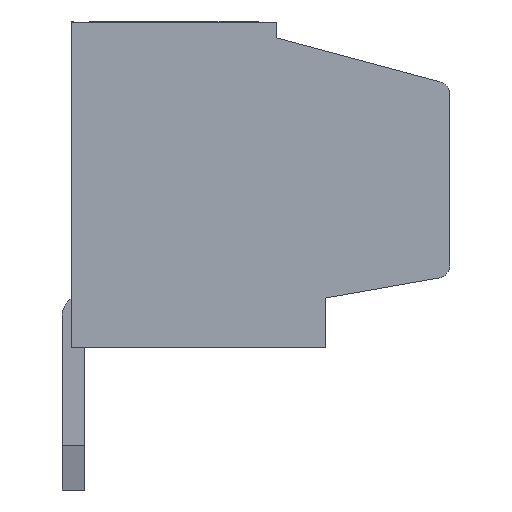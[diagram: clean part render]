
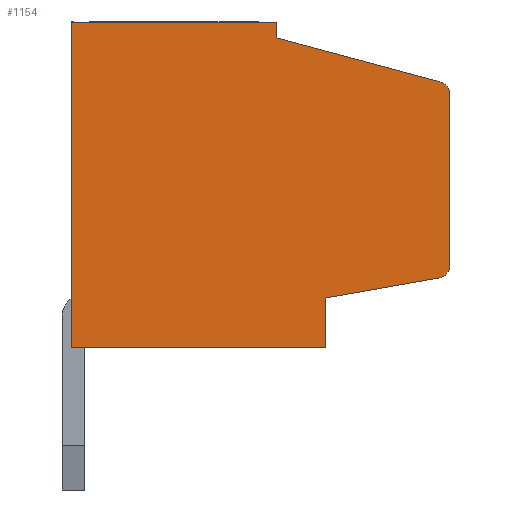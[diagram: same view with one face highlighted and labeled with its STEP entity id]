
A CAD part, left-side view. The second image highlights one B-rep face of the part: STEP entity #1154.
In plain terms, the highlighted planar face has unit normal (-1, 0, 0).
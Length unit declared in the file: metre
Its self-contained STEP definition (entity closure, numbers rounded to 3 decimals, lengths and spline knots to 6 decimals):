
#1154=ADVANCED_FACE('',(#2397),#2398,.F.);
#2397=FACE_OUTER_BOUND('',#3676,.T.);
#2398=PLANE('',#3677);
#3676=EDGE_LOOP('',(#6962,#6963,#6964,#6965,#6966,#6967,#6968,#6969,#6970,#6971));
#3677=AXIS2_PLACEMENT_3D('',#6972,#6973,#6974);
#6962=ORIENTED_EDGE('',*,*,#8649,.T.);
#6963=ORIENTED_EDGE('',*,*,#8650,.F.);
#6964=ORIENTED_EDGE('',*,*,#8651,.F.);
#6965=ORIENTED_EDGE('',*,*,#8652,.F.);
#6966=ORIENTED_EDGE('',*,*,#7346,.F.);
#6967=ORIENTED_EDGE('',*,*,#8653,.F.);
#6968=ORIENTED_EDGE('',*,*,#8654,.F.);
#6969=ORIENTED_EDGE('',*,*,#8655,.F.);
#6970=ORIENTED_EDGE('',*,*,#8656,.T.);
#6971=ORIENTED_EDGE('',*,*,#8657,.F.);
#6972=CARTESIAN_POINT('',(-0.156311,0.006635,0.));
#6973=DIRECTION('',(1.0,0.0,0.0));
#6974=DIRECTION('',(0.0,1.0,-0.0));
#7346=EDGE_CURVE('',#8730,#8732,#8733,.T.);
#8649=EDGE_CURVE('',#10688,#10689,#10690,.T.);
#8650=EDGE_CURVE('',#10691,#10689,#10692,.T.);
#8651=EDGE_CURVE('',#10693,#10691,#10694,.T.);
#8652=EDGE_CURVE('',#8732,#10693,#10695,.T.);
#8653=EDGE_CURVE('',#10696,#8730,#10697,.T.);
#8654=EDGE_CURVE('',#10698,#10696,#10699,.T.);
#8655=EDGE_CURVE('',#10700,#10698,#10701,.T.);
#8656=EDGE_CURVE('',#10700,#10702,#10703,.T.);
#8657=EDGE_CURVE('',#10688,#10702,#10704,.T.);
#8730=VERTEX_POINT('',#10784);
#8732=VERTEX_POINT('',#10787);
#8733=LINE('',#10788,#10789);
#10688=VERTEX_POINT('',#13588);
#10689=VERTEX_POINT('',#13589);
#10690=CIRCLE('',#13590,0.0003);
#10691=VERTEX_POINT('',#13591);
#10692=LINE('',#13592,#13593);
#10693=VERTEX_POINT('',#13594);
#10694=LINE('',#13595,#13596);
#10695=LINE('',#13597,#13598);
#10696=VERTEX_POINT('',#13599);
#10697=LINE('',#13600,#13601);
#10698=VERTEX_POINT('',#13602);
#10699=LINE('',#13603,#13604);
#10700=VERTEX_POINT('',#13605);
#10701=LINE('',#13606,#13607);
#10702=VERTEX_POINT('',#13608);
#10703=CIRCLE('',#13609,0.0003);
#10704=LINE('',#13610,#13611);
#10784=CARTESIAN_POINT('',(-0.156311,0.008939,-0.0073));
#10787=CARTESIAN_POINT('',(-0.156311,0.008939,0.));
#10788=CARTESIAN_POINT('',(-0.156311,0.008939,0.));
#10789=VECTOR('',#13702,1.0);
#13588=CARTESIAN_POINT('',(-0.156311,0.000439,-0.00163));
#13589=CARTESIAN_POINT('',(-0.156311,0.000662,-0.00134));
#13590=AXIS2_PLACEMENT_3D('',#14918,#14919,#14920);
#13591=CARTESIAN_POINT('',(-0.156311,0.004339,-0.000355));
#13592=CARTESIAN_POINT('',(-0.156311,0.000662,-0.00134));
#13593=VECTOR('',#14921,1.0);
#13594=CARTESIAN_POINT('',(-0.156311,0.004339,0.));
#13595=CARTESIAN_POINT('',(-0.156311,0.004339,-0.000355));
#13596=VECTOR('',#14922,1.0);
#13597=CARTESIAN_POINT('',(-0.156311,0.004339,0.));
#13598=VECTOR('',#14923,1.0);
#13599=CARTESIAN_POINT('',(-0.156311,0.003239,-0.0073));
#13600=CARTESIAN_POINT('',(-0.156311,0.008939,-0.0073));
#13601=VECTOR('',#14924,1.0);
#13602=CARTESIAN_POINT('',(-0.156311,0.003239,-0.006194));
#13603=CARTESIAN_POINT('',(-0.156311,0.003239,-0.0073));
#13604=VECTOR('',#14925,1.0);
#13605=CARTESIAN_POINT('',(-0.156311,0.000687,-0.005744));
#13606=CARTESIAN_POINT('',(-0.156311,0.003239,-0.006194));
#13607=VECTOR('',#14926,1.0);
#13608=CARTESIAN_POINT('',(-0.156311,0.000439,-0.005448));
#13609=AXIS2_PLACEMENT_3D('',#14927,#14928,#14929);
#13610=CARTESIAN_POINT('',(-0.156311,0.000439,-0.005448));
#13611=VECTOR('',#14930,1.0);
#13702=DIRECTION('',(0.0,0.,1.0));
#14918=CARTESIAN_POINT('',(-0.156311,0.000739,-0.00163));
#14919=DIRECTION('',(-1.0,-0.0,-0.0));
#14920=DIRECTION('',(0.0,0.0,-1.0));
#14921=DIRECTION('',(0.0,-0.966,-0.259));
#14922=DIRECTION('',(0.0,0.,-1.0));
#14923=DIRECTION('',(0.0,-1.0,0.));
#14924=DIRECTION('',(0.0,1.0,0.));
#14925=DIRECTION('',(0.0,0.,-1.0));
#14926=DIRECTION('',(0.0,0.985,-0.174));
#14927=CARTESIAN_POINT('',(-0.156311,0.000739,-0.005448));
#14928=DIRECTION('',(-1.0,-0.0,-0.0));
#14929=DIRECTION('',(0.0,0.0,-1.0));
#14930=DIRECTION('',(0.0,0.,-1.0));
